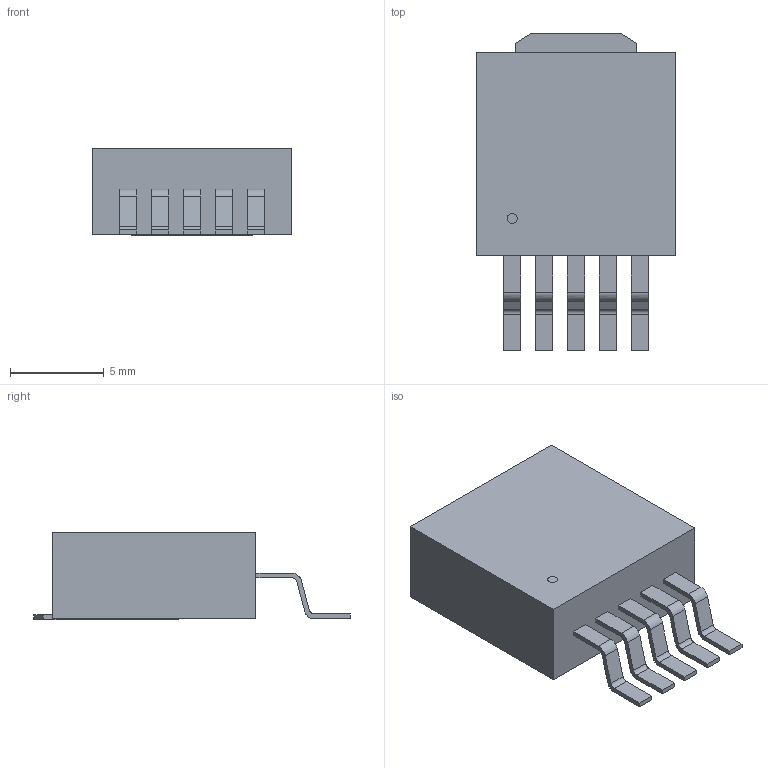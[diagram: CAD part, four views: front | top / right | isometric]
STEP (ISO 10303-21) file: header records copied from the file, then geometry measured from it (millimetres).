
FILE_DESCRIPTION (( 'STEP AP214' ), '1' );
FILE_NAME ('MIC29501-3.3WU.STEP', '2023-08-15T21:03:30', ( 'USER' ), ( '' ), 'SwSTEP 2.0', 'SolidWorks 2016', '' );
FILE_SCHEMA (( 'AUTOMOTIVE_DESIGN' ));
Length unit declared in the file: millimetre
Products named in the file (1): MIC29501-3.3WU
Bounding box: 10.67 x 16.89 x 4.65 mm (x, y, z)
Volume: 542.9 mm3; surface area: 599 mm2
Topology: 8 solids, 8 shells, 96 faces, 240 edges, 160 vertices
Faces by surface type: plane 74, cylinder 22
Entity records: 3050 total; most frequent: CARTESIAN_POINT 722, ORIENTED_EDGE 480, DIRECTION 408, EDGE_CURVE 240, VECTOR 166, LINE 166, VERTEX_POINT 160, AXIS2_PLACEMENT_3D 121
